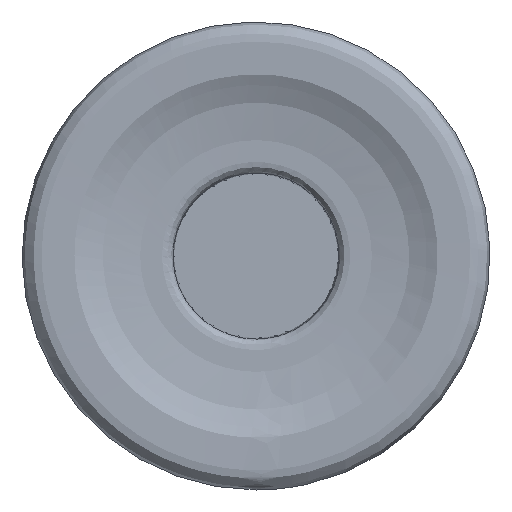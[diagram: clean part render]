
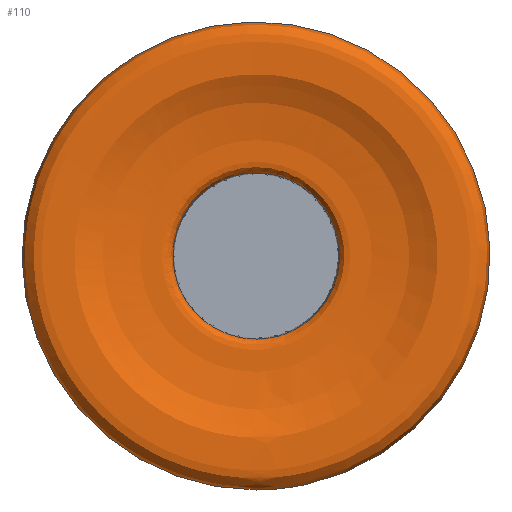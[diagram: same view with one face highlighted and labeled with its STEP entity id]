
A CAD part, left-side view. The second image highlights one B-rep face of the part: STEP entity #110.
In plain terms, the highlighted face is a revolution surface.
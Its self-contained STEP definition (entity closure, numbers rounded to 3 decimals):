
#32=SURFACE_OF_REVOLUTION('',#40,#36);
#36=AXIS1_PLACEMENT('',#635,#528);
#40=B_SPLINE_CURVE_WITH_KNOTS('',3,(#614,#615,#616,#617,#618,#619,#620,
#621,#622,#623,#624,#625,#626,#627,#628,#629,#630,#631,#632,#633,#634),
 .UNSPECIFIED.,.F.,.F.,(4,1,1,1,1,1,1,1,1,1,1,1,1,1,1,1,1,1,4),(0.,0.063,
0.094,0.125,0.188,0.25,0.313,0.375,0.438,0.5,0.563,0.625,0.688,0.75,
0.813,0.875,0.906,0.938,1.),.UNSPECIFIED.);
#110=ADVANCED_FACE('',(#166,#167),#32,.F.);
#166=FACE_BOUND('',#222,.T.);
#167=FACE_BOUND('',#223,.T.);
#222=EDGE_LOOP('',(#278));
#223=EDGE_LOOP('',(#279));
#278=ORIENTED_EDGE('',*,*,#338,.T.);
#279=ORIENTED_EDGE('',*,*,#339,.F.);
#310=VERTEX_POINT('',#611);
#311=VERTEX_POINT('',#613);
#338=EDGE_CURVE('',#310,#310,#366,.T.);
#339=EDGE_CURVE('',#311,#311,#367,.T.);
#366=CIRCLE('',#420,3.551);
#367=CIRCLE('',#421,10.);
#420=AXIS2_PLACEMENT_3D('',#610,#524,#525);
#421=AXIS2_PLACEMENT_3D('',#612,#526,#527);
#524=DIRECTION('',(1.,0.,0.));
#525=DIRECTION('',(0.,0.,-1.));
#526=DIRECTION('',(1.,0.,0.));
#527=DIRECTION('',(0.,0.,-1.));
#528=DIRECTION('',(1.,0.,0.));
#610=CARTESIAN_POINT('',(1.123,0.,0.));
#611=CARTESIAN_POINT('',(1.123,0.,-3.551));
#612=CARTESIAN_POINT('',(0.788,0.,0.));
#613=CARTESIAN_POINT('',(0.788,0.,-10.));
#614=CARTESIAN_POINT('',(0.788,-10.,-0.042));
#615=CARTESIAN_POINT('',(0.632,-9.998,-0.014));
#616=CARTESIAN_POINT('',(0.402,-9.918,0.039));
#617=CARTESIAN_POINT('',(0.171,-9.707,0.113));
#618=CARTESIAN_POINT('',(0.013,-9.442,0.183));
#619=CARTESIAN_POINT('',(-0.005,-9.044,0.25));
#620=CARTESIAN_POINT('',(-0.001,-8.577,0.323));
#621=CARTESIAN_POINT('',(-0.007,-8.109,0.398));
#622=CARTESIAN_POINT('',(0.017,-7.632,0.47));
#623=CARTESIAN_POINT('',(0.274,-7.223,0.489));
#624=CARTESIAN_POINT('',(0.446,-6.782,0.529));
#625=CARTESIAN_POINT('',(0.57,-6.321,0.58));
#626=CARTESIAN_POINT('',(0.655,-5.86,0.638));
#627=CARTESIAN_POINT('',(0.708,-5.422,0.698));
#628=CARTESIAN_POINT('',(0.737,-4.999,0.761));
#629=CARTESIAN_POINT('',(0.748,-4.583,0.824));
#630=CARTESIAN_POINT('',(0.75,-4.23,0.88));
#631=CARTESIAN_POINT('',(0.753,-3.935,0.926));
#632=CARTESIAN_POINT('',(0.752,-3.625,0.976));
#633=CARTESIAN_POINT('',(0.967,-3.432,0.968));
#634=CARTESIAN_POINT('',(1.123,-3.424,0.942));
#635=CARTESIAN_POINT('',(0.,0.,0.));
